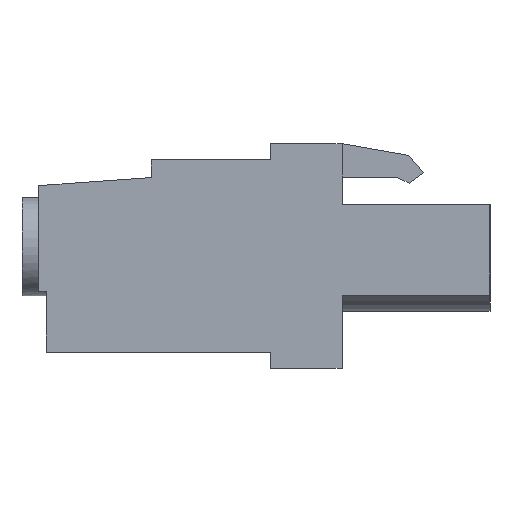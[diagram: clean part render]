
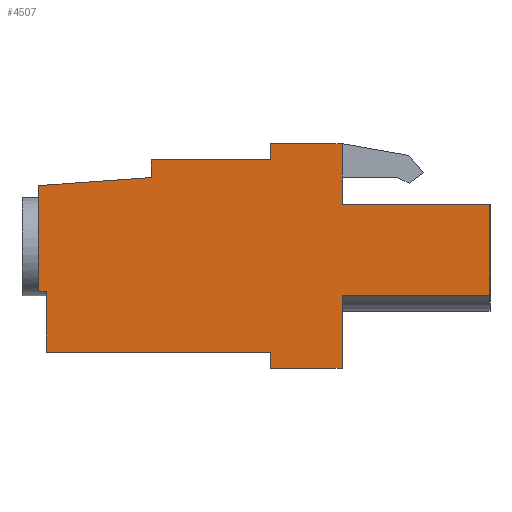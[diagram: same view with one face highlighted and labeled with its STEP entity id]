
A CAD part, left-side view. The second image highlights one B-rep face of the part: STEP entity #4507.
In plain terms, the highlighted planar face has unit normal (-1, 0, 0).
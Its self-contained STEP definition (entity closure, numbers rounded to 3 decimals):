
#16 = VECTOR ( 'NONE', #5454, 1000. ) ;
#51 = CARTESIAN_POINT ( 'NONE',  ( 0., 0., -5.1 ) ) ;
#63 = EDGE_CURVE ( 'NONE', #4119, #3659, #2765, .T. ) ;
#73 = LINE ( 'NONE', #1826, #5518 ) ;
#80 = CARTESIAN_POINT ( 'NONE',  ( 0., 25.3, -2.38 ) ) ;
#113 = ORIENTED_EDGE ( 'NONE', *, *, #1934, .F. ) ;
#121 = DIRECTION ( 'NONE',  ( 0., -1., 0. ) ) ;
#181 = VERTEX_POINT ( 'NONE', #3923 ) ;
#212 = CARTESIAN_POINT ( 'NONE',  ( 0., 0., 0. ) ) ;
#213 = LINE ( 'NONE', #4884, #4666 ) ;
#230 = EDGE_CURVE ( 'NONE', #181, #4119, #1047, .T. ) ;
#266 = CARTESIAN_POINT ( 'NONE',  ( 0., 25.3, 1.05 ) ) ;
#295 = CARTESIAN_POINT ( 'NONE',  ( 0., 19., 1.5 ) ) ;
#314 = VECTOR ( 'NONE', #3567, 1000. ) ;
#317 = EDGE_CURVE ( 'NONE', #3988, #5164, #3526, .T. ) ;
#322 = CARTESIAN_POINT ( 'NONE',  ( 0., 8.3, -9.2 ) ) ;
#448 = CARTESIAN_POINT ( 'NONE',  ( 0., 8.3, -9.2 ) ) ;
#576 = LINE ( 'NONE', #967, #4921 ) ;
#637 = DIRECTION ( 'NONE',  ( 1., 0., 0. ) ) ;
#648 = ORIENTED_EDGE ( 'NONE', *, *, #1948, .F. ) ;
#680 = LINE ( 'NONE', #5403, #5132 ) ;
#816 = EDGE_CURVE ( 'NONE', #3659, #1802, #1097, .T. ) ;
#851 = DIRECTION ( 'NONE',  ( 0., 1., 0. ) ) ;
#858 = DIRECTION ( 'NONE',  ( 0., 1., 0. ) ) ;
#862 = DIRECTION ( 'NONE',  ( 0., -1., 0. ) ) ;
#917 = CARTESIAN_POINT ( 'NONE',  ( 0., 12.3, 2.5 ) ) ;
#940 = DIRECTION ( 'NONE',  ( 0., 0., 1. ) ) ;
#963 = VECTOR ( 'NONE', #858, 1000. ) ;
#967 = CARTESIAN_POINT ( 'NONE',  ( 0., 12.3, 2.5 ) ) ;
#980 = VERTEX_POINT ( 'NONE', #2057 ) ;
#1047 = LINE ( 'NONE', #4300, #2319 ) ;
#1053 = DIRECTION ( 'NONE',  ( 0., 0., 1. ) ) ;
#1097 = LINE ( 'NONE', #5564, #963 ) ;
#1122 = VERTEX_POINT ( 'NONE', #322 ) ;
#1151 = LINE ( 'NONE', #4138, #16 ) ;
#1183 = VECTOR ( 'NONE', #1269, 1000. ) ;
#1227 = VECTOR ( 'NONE', #862, 1000. ) ;
#1269 = DIRECTION ( 'NONE',  ( 0., 0., -1. ) ) ;
#1439 = CARTESIAN_POINT ( 'NONE',  ( 0., 8.3, 0. ) ) ;
#1502 = EDGE_CURVE ( 'NONE', #5270, #2072, #1151, .T. ) ;
#1513 = ORIENTED_EDGE ( 'NONE', *, *, #1774, .F. ) ;
#1533 = EDGE_CURVE ( 'NONE', #5147, #3237, #3296, .T. ) ;
#1618 = VERTEX_POINT ( 'NONE', #917 ) ;
#1637 = VECTOR ( 'NONE', #940, 1000. ) ;
#1774 = EDGE_CURVE ( 'NONE', #3754, #1122, #680, .T. ) ;
#1802 = VERTEX_POINT ( 'NONE', #2545 ) ;
#1826 = CARTESIAN_POINT ( 'NONE',  ( 0., 19., 2.5 ) ) ;
#1828 = DIRECTION ( 'NONE',  ( 0., -0.997, 0.071 ) ) ;
#1869 = VECTOR ( 'NONE', #3590, 1000. ) ;
#1934 = EDGE_CURVE ( 'NONE', #1122, #2647, #2388, .T. ) ;
#1948 = EDGE_CURVE ( 'NONE', #2072, #980, #4155, .T. ) ;
#2053 = CARTESIAN_POINT ( 'NONE',  ( 0., 25.3, -4.88 ) ) ;
#2057 = CARTESIAN_POINT ( 'NONE',  ( 0., 0., -5.1 ) ) ;
#2065 = VERTEX_POINT ( 'NONE', #266 ) ;
#2072 = VERTEX_POINT ( 'NONE', #4975 ) ;
#2080 = CARTESIAN_POINT ( 'NONE',  ( 0., 24.9, -8.3 ) ) ;
#2097 = ORIENTED_EDGE ( 'NONE', *, *, #1502, .F. ) ;
#2116 = LINE ( 'NONE', #51, #4288 ) ;
#2118 = ORIENTED_EDGE ( 'NONE', *, *, #816, .F. ) ;
#2121 = VECTOR ( 'NONE', #851, 1000. ) ;
#2122 = VECTOR ( 'NONE', #2739, 1000. ) ;
#2155 = VECTOR ( 'NONE', #3522, 1000. ) ;
#2202 = DIRECTION ( 'NONE',  ( 0., 0., 1. ) ) ;
#2238 = ORIENTED_EDGE ( 'NONE', *, *, #317, .F. ) ;
#2257 = ORIENTED_EDGE ( 'NONE', *, *, #230, .F. ) ;
#2264 = CARTESIAN_POINT ( 'NONE',  ( 0., 24.9, -4.88 ) ) ;
#2319 = VECTOR ( 'NONE', #3495, 1000. ) ;
#2367 = ORIENTED_EDGE ( 'NONE', *, *, #1533, .F. ) ;
#2388 = LINE ( 'NONE', #448, #2121 ) ;
#2482 = CARTESIAN_POINT ( 'NONE',  ( 0., 24.9, -8.3 ) ) ;
#2483 = VECTOR ( 'NONE', #1053, 1000. ) ;
#2545 = CARTESIAN_POINT ( 'NONE',  ( 0., 25.3, -4.88 ) ) ;
#2568 = EDGE_CURVE ( 'NONE', #2841, #2065, #3256, .T. ) ;
#2647 = VERTEX_POINT ( 'NONE', #3930 ) ;
#2694 = EDGE_CURVE ( 'NONE', #1618, #3988, #576, .T. ) ;
#2711 = EDGE_CURVE ( 'NONE', #1802, #2841, #2719, .T. ) ;
#2719 = LINE ( 'NONE', #3461, #314 ) ;
#2739 = DIRECTION ( 'NONE',  ( 0., 0., 1. ) ) ;
#2765 = LINE ( 'NONE', #2080, #1637 ) ;
#2779 = EDGE_CURVE ( 'NONE', #5164, #5270, #3471, .T. ) ;
#2841 = VERTEX_POINT ( 'NONE', #80 ) ;
#2976 = EDGE_CURVE ( 'NONE', #980, #3754, #2116, .T. ) ;
#2982 = AXIS2_PLACEMENT_3D ( 'NONE', #212, #637, #3660 ) ;
#3109 = ORIENTED_EDGE ( 'NONE', *, *, #2568, .F. ) ;
#3237 = VERTEX_POINT ( 'NONE', #4068 ) ;
#3256 = LINE ( 'NONE', #2053, #2122 ) ;
#3296 = LINE ( 'NONE', #295, #2155 ) ;
#3370 = ORIENTED_EDGE ( 'NONE', *, *, #2694, .F. ) ;
#3393 = ORIENTED_EDGE ( 'NONE', *, *, #3588, .F. ) ;
#3401 = EDGE_LOOP ( 'NONE', ( #3109, #4291, #2118, #4435, #2257, #3393, #113, #1513, #5102, #648, #2097, #4413, #2238, #3370, #4552, #2367, #4686 ) ) ;
#3402 = CARTESIAN_POINT ( 'NONE',  ( 0., 0., 0. ) ) ;
#3455 = CARTESIAN_POINT ( 'NONE',  ( 0., 12.3, 3.4 ) ) ;
#3461 = CARTESIAN_POINT ( 'NONE',  ( 0., 25.3, -4.88 ) ) ;
#3471 = LINE ( 'NONE', #5150, #1183 ) ;
#3495 = DIRECTION ( 'NONE',  ( 0., 1., 0. ) ) ;
#3522 = DIRECTION ( 'NONE',  ( 0., 0., 1. ) ) ;
#3526 = LINE ( 'NONE', #3455, #1227 ) ;
#3567 = DIRECTION ( 'NONE',  ( 0., 0., 1. ) ) ;
#3572 = CARTESIAN_POINT ( 'NONE',  ( 0., 19., 1.5 ) ) ;
#3588 = EDGE_CURVE ( 'NONE', #2647, #181, #4820, .T. ) ;
#3590 = DIRECTION ( 'NONE',  ( 0., 0., -1. ) ) ;
#3659 = VERTEX_POINT ( 'NONE', #2264 ) ;
#3660 = DIRECTION ( 'NONE',  ( 0., 0., -1. ) ) ;
#3754 = VERTEX_POINT ( 'NONE', #5384 ) ;
#3923 = CARTESIAN_POINT ( 'NONE',  ( 0., 12.3, -8.3 ) ) ;
#3930 = CARTESIAN_POINT ( 'NONE',  ( 0., 12.3, -9.2 ) ) ;
#3988 = VERTEX_POINT ( 'NONE', #4993 ) ;
#4068 = CARTESIAN_POINT ( 'NONE',  ( 0., 19., 2.5 ) ) ;
#4119 = VERTEX_POINT ( 'NONE', #2482 ) ;
#4138 = CARTESIAN_POINT ( 'NONE',  ( 0., 8.3, 0. ) ) ;
#4155 = LINE ( 'NONE', #3402, #1869 ) ;
#4288 = VECTOR ( 'NONE', #5581, 1000. ) ;
#4291 = ORIENTED_EDGE ( 'NONE', *, *, #2711, .F. ) ;
#4300 = CARTESIAN_POINT ( 'NONE',  ( 0., 12.3, -8.3 ) ) ;
#4390 = EDGE_CURVE ( 'NONE', #2065, #5147, #213, .T. ) ;
#4413 = ORIENTED_EDGE ( 'NONE', *, *, #2779, .F. ) ;
#4435 = ORIENTED_EDGE ( 'NONE', *, *, #63, .F. ) ;
#4507 = ADVANCED_FACE ( 'NONE', ( #5267 ), #5373, .F. ) ;
#4552 = ORIENTED_EDGE ( 'NONE', *, *, #5201, .F. ) ;
#4666 = VECTOR ( 'NONE', #1828, 1000. ) ;
#4686 = ORIENTED_EDGE ( 'NONE', *, *, #4390, .F. ) ;
#4820 = LINE ( 'NONE', #5372, #2483 ) ;
#4884 = CARTESIAN_POINT ( 'NONE',  ( 0., 25.3, 1.05 ) ) ;
#4921 = VECTOR ( 'NONE', #2202, 1000. ) ;
#4975 = CARTESIAN_POINT ( 'NONE',  ( 0., 0., 0. ) ) ;
#4993 = CARTESIAN_POINT ( 'NONE',  ( 0., 12.3, 3.4 ) ) ;
#5102 = ORIENTED_EDGE ( 'NONE', *, *, #2976, .F. ) ;
#5132 = VECTOR ( 'NONE', #5214, 1000. ) ;
#5147 = VERTEX_POINT ( 'NONE', #3572 ) ;
#5150 = CARTESIAN_POINT ( 'NONE',  ( 0., 8.3, 1.53 ) ) ;
#5164 = VERTEX_POINT ( 'NONE', #5310 ) ;
#5201 = EDGE_CURVE ( 'NONE', #3237, #1618, #73, .T. ) ;
#5214 = DIRECTION ( 'NONE',  ( 0., 0., -1. ) ) ;
#5267 = FACE_OUTER_BOUND ( 'NONE', #3401, .T. ) ;
#5270 = VERTEX_POINT ( 'NONE', #1439 ) ;
#5310 = CARTESIAN_POINT ( 'NONE',  ( 0., 8.3, 3.4 ) ) ;
#5372 = CARTESIAN_POINT ( 'NONE',  ( 0., 12.3, -9.2 ) ) ;
#5373 = PLANE ( 'NONE',  #2982 ) ;
#5384 = CARTESIAN_POINT ( 'NONE',  ( 0., 8.3, -5.1 ) ) ;
#5403 = CARTESIAN_POINT ( 'NONE',  ( 0., 8.3, -5.1 ) ) ;
#5454 = DIRECTION ( 'NONE',  ( 0., -1., 0. ) ) ;
#5518 = VECTOR ( 'NONE', #121, 1000. ) ;
#5564 = CARTESIAN_POINT ( 'NONE',  ( 0., 24.9, -4.88 ) ) ;
#5581 = DIRECTION ( 'NONE',  ( 0., 1., 0. ) ) ;
